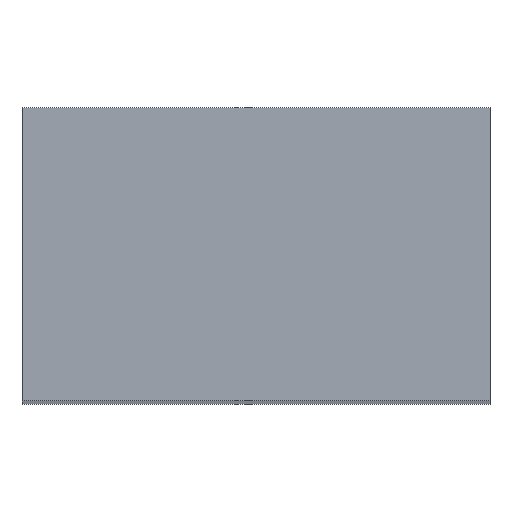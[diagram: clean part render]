
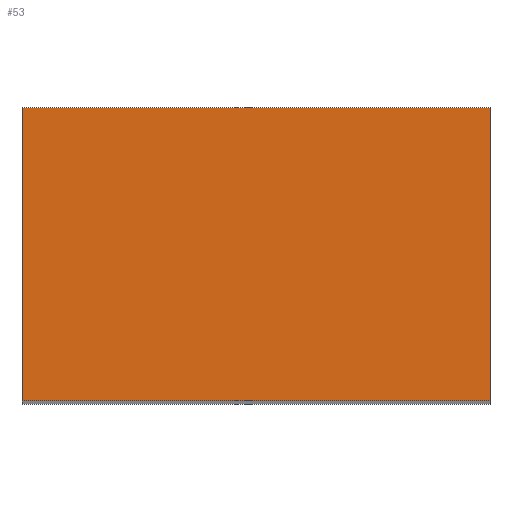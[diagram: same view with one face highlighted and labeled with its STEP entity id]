
A CAD part, top view. The second image highlights one B-rep face of the part: STEP entity #53.
In plain terms, the highlighted planar face has unit normal (0, 0, 1).
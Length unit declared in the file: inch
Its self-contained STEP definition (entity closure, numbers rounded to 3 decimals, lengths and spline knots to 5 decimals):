
#3 = CARTESIAN_POINT ( 'NONE',  ( 177.16535, 222.16535, 301.43547 ) ) ;
#7 = DIRECTION ( 'NONE',  ( 0., 0., -1. ) ) ;
#14 = VECTOR ( 'NONE', #172, 39.37008 ) ;
#33 = EDGE_CURVE ( 'NONE', #171, #183, #158, .T. ) ;
#37 = ORIENTED_EDGE ( 'NONE', *, *, #145, .F. ) ;
#38 = VECTOR ( 'NONE', #106, 39.37008 ) ;
#40 = ORIENTED_EDGE ( 'NONE', *, *, #155, .T. ) ;
#53 = ADVANCED_FACE ( 'NONE', ( #93 ), #55, .F. ) ;
#54 = DIRECTION ( 'NONE',  ( -1., 0., 0. ) ) ;
#55 = PLANE ( 'NONE',  #89 ) ;
#60 = CARTESIAN_POINT ( 'NONE',  ( 177.16535, 0., 301.43547 ) ) ;
#61 = CARTESIAN_POINT ( 'NONE',  ( 177.16535, 222.16535, 301.43547 ) ) ;
#66 = ORIENTED_EDGE ( 'NONE', *, *, #33, .F. ) ;
#67 = CARTESIAN_POINT ( 'NONE',  ( 177.16535, 0., 301.43547 ) ) ;
#81 = VECTOR ( 'NONE', #54, 39.37008 ) ;
#89 = AXIS2_PLACEMENT_3D ( 'NONE', #61, #7, #136 ) ;
#92 = VERTEX_POINT ( 'NONE', #120 ) ;
#93 = FACE_OUTER_BOUND ( 'NONE', #138, .T. ) ;
#101 = ORIENTED_EDGE ( 'NONE', *, *, #190, .T. ) ;
#103 = CARTESIAN_POINT ( 'NONE',  ( -177.16535, 222.16535, 301.43547 ) ) ;
#106 = DIRECTION ( 'NONE',  ( 0., -1., 0. ) ) ;
#108 = CARTESIAN_POINT ( 'NONE',  ( -177.16535, 0., 301.43547 ) ) ;
#118 = CARTESIAN_POINT ( 'NONE',  ( 177.16535, 222.16535, 301.43547 ) ) ;
#120 = CARTESIAN_POINT ( 'NONE',  ( 177.16535, 222.16535, 301.43547 ) ) ;
#121 = LINE ( 'NONE', #103, #154 ) ;
#127 = VERTEX_POINT ( 'NONE', #163 ) ;
#135 = LINE ( 'NONE', #3, #14 ) ;
#136 = DIRECTION ( 'NONE',  ( 0., 1., 0. ) ) ;
#138 = EDGE_LOOP ( 'NONE', ( #40, #66, #37, #101 ) ) ;
#139 = DIRECTION ( 'NONE',  ( 0., -1., 0. ) ) ;
#145 = EDGE_CURVE ( 'NONE', #92, #171, #149, .T. ) ;
#149 = LINE ( 'NONE', #118, #38 ) ;
#154 = VECTOR ( 'NONE', #139, 39.37008 ) ;
#155 = EDGE_CURVE ( 'NONE', #127, #183, #121, .T. ) ;
#158 = LINE ( 'NONE', #67, #81 ) ;
#163 = CARTESIAN_POINT ( 'NONE',  ( -177.16535, 222.16535, 301.43547 ) ) ;
#171 = VERTEX_POINT ( 'NONE', #60 ) ;
#172 = DIRECTION ( 'NONE',  ( -1., 0., 0. ) ) ;
#183 = VERTEX_POINT ( 'NONE', #108 ) ;
#190 = EDGE_CURVE ( 'NONE', #92, #127, #135, .T. ) ;
